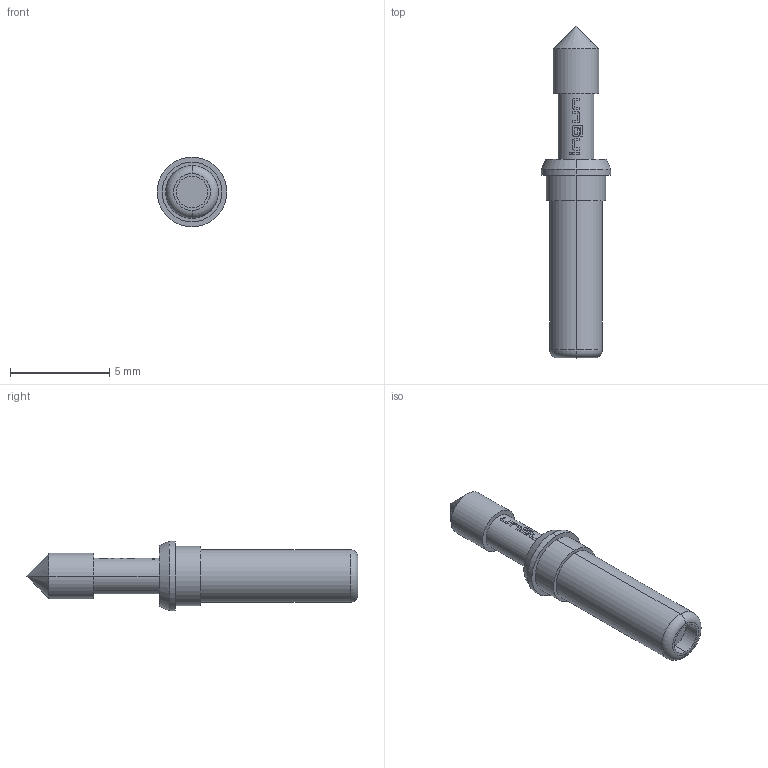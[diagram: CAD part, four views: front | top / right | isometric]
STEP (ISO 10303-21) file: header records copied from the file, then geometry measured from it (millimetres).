
FILE_DESCRIPTION (( 'STEP AP203' ), '1' );
FILE_NAME ('INGUN_GKS-913_358_230_R_xx02_0.STEP', '2021-09-17T10:02:31', ( 'ochi' ), ( '' ), 'SwSTEP 2.0', 'SolidWorks 2018', '' );
FILE_SCHEMA (( 'CONFIG_CONTROL_DESIGN' ));
Length unit declared in the file: millimetre
Products named in the file (1): INGUN_GKS-913_358_230_R_xx02_0
Bounding box: 3.5 x 16.7 x 3.5 mm (x, y, z)
Volume: 77.3 mm3; surface area: 146.3 mm2
Topology: 1 solids, 1 shells, 92 faces, 234 edges, 153 vertices
Faces by surface type: plane 46, bspline 22, cylinder 18, cone 4, torus 2
Entity records: 3105 total; most frequent: CARTESIAN_POINT 978, ORIENTED_EDGE 464, DIRECTION 358, EDGE_CURVE 232, VERTEX_POINT 153, AXIS2_PLACEMENT_3D 141, EDGE_LOOP 103, FACE_OUTER_BOUND 92
